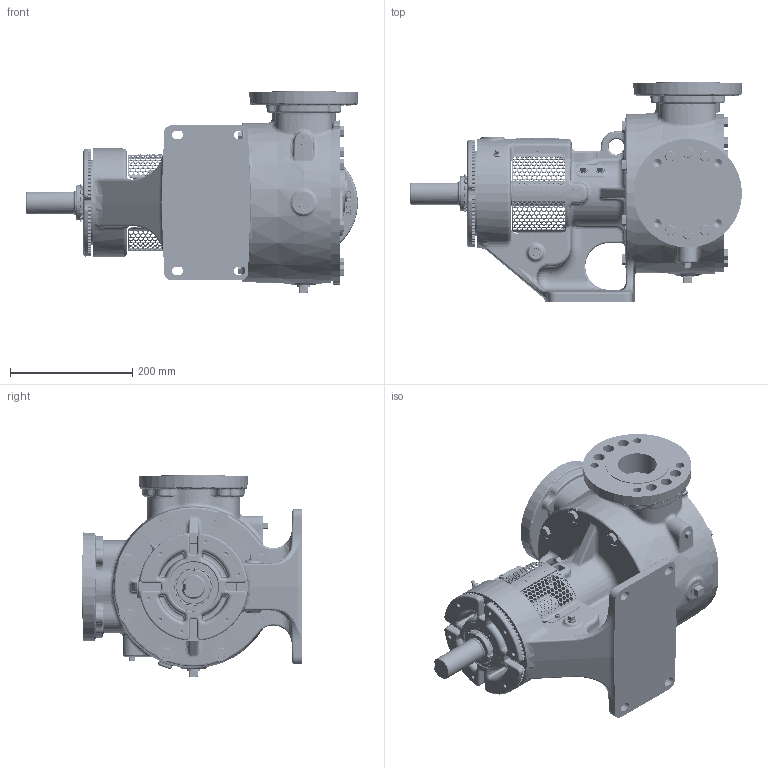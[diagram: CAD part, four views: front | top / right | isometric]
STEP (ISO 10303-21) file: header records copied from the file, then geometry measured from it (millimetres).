
FILE_DESCRIPTION (( 'STEP AP214' ), '1' );
FILE_NAME ('LV-4498.STEP', '2024-02-12T16:46:03', ( '' ), ( '' ), 'SwSTEP 2.0', 'SolidWorks 2022', '' );
FILE_SCHEMA (( 'AUTOMOTIVE_DESIGN' ));
Length unit declared in the file: millimetre
Products named in the file (1): LV-4498
Bounding box: 543.15 x 360.36 x 329.77 mm (x, y, z)
Volume: 14711229.5 mm3; surface area: 834827 mm2
Topology: 1 solids, 1 shells, 7516 faces, 19954 edges, 12624 vertices
Faces by surface type: bspline 3246, plane 2391, cylinder 986, cone 658, torus 173, sphere 62
Entity records: 380056 total; most frequent: CARTESIAN_POINT 168422, ORIENTED_EDGE 39714, DIRECTION 25504, EDGE_CURVE 19857, VERTEX_POINT 12621, AXIS2_PLACEMENT_3D 9231, EDGE_LOOP 8640, B_SPLINE_CURVE_WITH_KNOTS 7527
